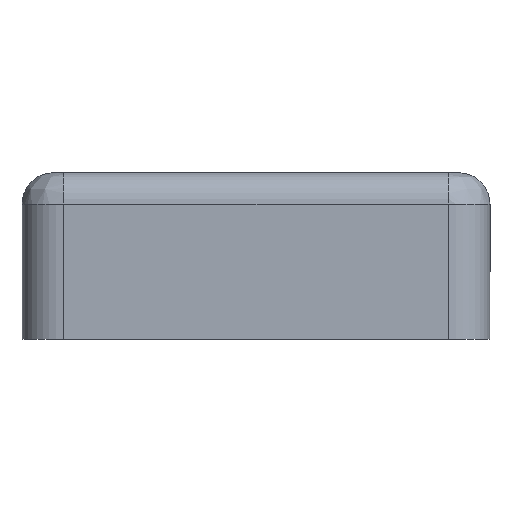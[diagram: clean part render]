
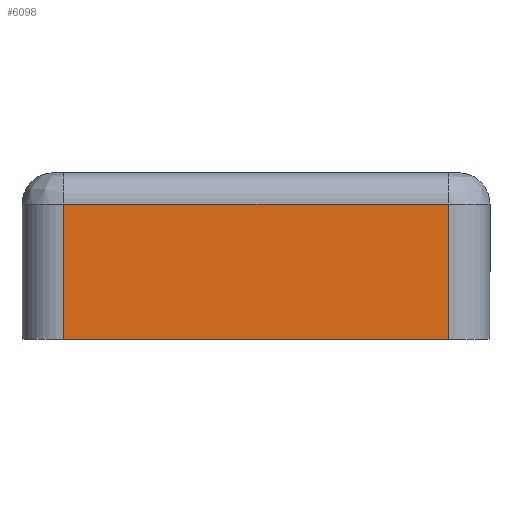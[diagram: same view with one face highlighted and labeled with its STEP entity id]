
A CAD part, left-side view. The second image highlights one B-rep face of the part: STEP entity #6098.
In plain terms, the highlighted planar face has unit normal (-1, 0, 0).
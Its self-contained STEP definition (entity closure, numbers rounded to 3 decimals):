
#282 = FACE_OUTER_BOUND ( 'NONE', #2521, .T. ) ;
#331 = CARTESIAN_POINT ( 'NONE',  ( -45., 18.5, 13. ) ) ;
#525 = CARTESIAN_POINT ( 'NONE',  ( -45., -18.5, 13. ) ) ;
#533 = CARTESIAN_POINT ( 'NONE',  ( -45., 22.5, 16. ) ) ;
#643 = VECTOR ( 'NONE', #7895, 1000. ) ;
#651 = EDGE_CURVE ( 'NONE', #5195, #8661, #5695, .T. ) ;
#666 = VECTOR ( 'NONE', #2990, 1000. ) ;
#1319 = DIRECTION ( 'NONE',  ( 0., 0., -1. ) ) ;
#1352 = CARTESIAN_POINT ( 'NONE',  ( -45., 18.5, 16. ) ) ;
#2312 = ORIENTED_EDGE ( 'NONE', *, *, #5295, .F. ) ;
#2521 = EDGE_LOOP ( 'NONE', ( #2312, #9541, #2595, #2679 ) ) ;
#2595 = ORIENTED_EDGE ( 'NONE', *, *, #8776, .F. ) ;
#2679 = ORIENTED_EDGE ( 'NONE', *, *, #9563, .F. ) ;
#2760 = DIRECTION ( 'NONE',  ( 0., 0., 1. ) ) ;
#2990 = DIRECTION ( 'NONE',  ( 0., -1., 0. ) ) ;
#2996 = LINE ( 'NONE', #7780, #666 ) ;
#3161 = VERTEX_POINT ( 'NONE', #7431 ) ;
#3450 = VERTEX_POINT ( 'NONE', #525 ) ;
#4872 = LINE ( 'NONE', #7088, #643 ) ;
#4909 = VECTOR ( 'NONE', #7688, 1000. ) ;
#5195 = VERTEX_POINT ( 'NONE', #9242 ) ;
#5278 = AXIS2_PLACEMENT_3D ( 'NONE', #533, #6081, #1319 ) ;
#5295 = EDGE_CURVE ( 'NONE', #8661, #3450, #2996, .T. ) ;
#5442 = VECTOR ( 'NONE', #2760, 1000. ) ;
#5695 = LINE ( 'NONE', #1352, #5442 ) ;
#6081 = DIRECTION ( 'NONE',  ( 1., 0., 0. ) ) ;
#6098 = ADVANCED_FACE ( 'NONE', ( #282 ), #9210, .F. ) ;
#7088 = CARTESIAN_POINT ( 'NONE',  ( -45., -18.5, 16. ) ) ;
#7265 = LINE ( 'NONE', #7723, #4909 ) ;
#7431 = CARTESIAN_POINT ( 'NONE',  ( -45., -18.5, 0. ) ) ;
#7688 = DIRECTION ( 'NONE',  ( 0., 1., 0. ) ) ;
#7723 = CARTESIAN_POINT ( 'NONE',  ( -45., 22.5, 0. ) ) ;
#7780 = CARTESIAN_POINT ( 'NONE',  ( -45., -22.5, 13. ) ) ;
#7895 = DIRECTION ( 'NONE',  ( 0., 0., -1. ) ) ;
#8661 = VERTEX_POINT ( 'NONE', #331 ) ;
#8776 = EDGE_CURVE ( 'NONE', #3161, #5195, #7265, .T. ) ;
#9210 = PLANE ( 'NONE',  #5278 ) ;
#9242 = CARTESIAN_POINT ( 'NONE',  ( -45., 18.5, 0. ) ) ;
#9541 = ORIENTED_EDGE ( 'NONE', *, *, #651, .F. ) ;
#9563 = EDGE_CURVE ( 'NONE', #3450, #3161, #4872, .T. ) ;
